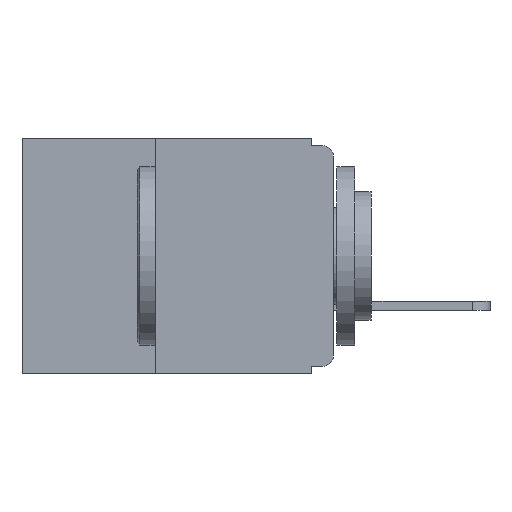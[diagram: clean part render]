
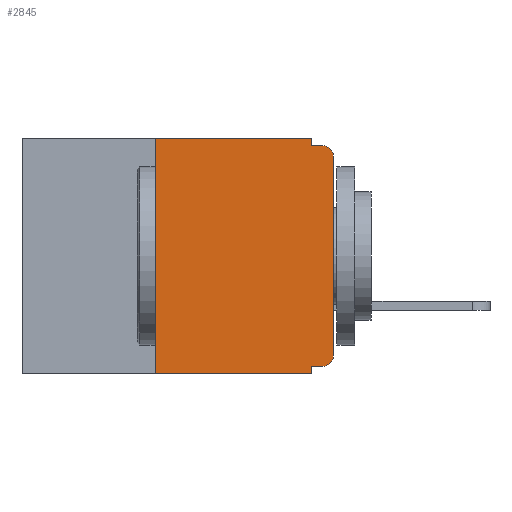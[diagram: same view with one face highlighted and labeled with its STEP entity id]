
A CAD part, left-side view. The second image highlights one B-rep face of the part: STEP entity #2845.
In plain terms, the highlighted planar face has unit normal (-1, 0, 0).
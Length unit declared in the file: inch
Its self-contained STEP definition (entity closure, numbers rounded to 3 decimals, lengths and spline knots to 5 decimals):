
#367 = EDGE_CURVE ( 'NONE', #512, #12772, #5531, .T. ) ;
#512 = VERTEX_POINT ( 'NONE', #1910 ) ;
#733 = VECTOR ( 'NONE', #2974, 39.37008 ) ;
#746 = VERTEX_POINT ( 'NONE', #10516 ) ;
#814 = DIRECTION ( 'NONE',  ( 0., 0., -1. ) ) ;
#1192 = EDGE_CURVE ( 'NONE', #8771, #12772, #4420, .T. ) ;
#1286 = ORIENTED_EDGE ( 'NONE', *, *, #6213, .F. ) ;
#1571 = LINE ( 'NONE', #4332, #4812 ) ;
#1594 = LINE ( 'NONE', #11294, #12378 ) ;
#1595 = DIRECTION ( 'NONE',  ( 0., -1., 0. ) ) ;
#1596 = ORIENTED_EDGE ( 'NONE', *, *, #5971, .F. ) ;
#1910 = CARTESIAN_POINT ( 'NONE',  ( 0., 0.25, -0.33 ) ) ;
#2029 = CARTESIAN_POINT ( 'NONE',  ( 0., 0.25, -0.33 ) ) ;
#2254 = ORIENTED_EDGE ( 'NONE', *, *, #9011, .F. ) ;
#2277 = CARTESIAN_POINT ( 'NONE',  ( 0., 0.25, 0. ) ) ;
#2427 = CARTESIAN_POINT ( 'NONE',  ( 0., 0.031, 0. ) ) ;
#2468 = VERTEX_POINT ( 'NONE', #2427 ) ;
#2544 = AXIS2_PLACEMENT_3D ( 'NONE', #5721, #7714, #814 ) ;
#2734 = VERTEX_POINT ( 'NONE', #6809 ) ;
#2758 = CARTESIAN_POINT ( 'NONE',  ( 0., 0.031, -0.33 ) ) ;
#2845 = ADVANCED_FACE ( 'NONE', ( #5304 ), #3764, .F. ) ;
#2850 = ORIENTED_EDGE ( 'NONE', *, *, #2959, .F. ) ;
#2940 = CARTESIAN_POINT ( 'NONE',  ( 0., 0.437, 0. ) ) ;
#2959 = EDGE_CURVE ( 'NONE', #11387, #9829, #11614, .T. ) ;
#2974 = DIRECTION ( 'NONE',  ( 0., 0., 1. ) ) ;
#3261 = CARTESIAN_POINT ( 'NONE',  ( 0., 0.015, -0.01 ) ) ;
#3288 = DIRECTION ( 'NONE',  ( -1., 0., 0. ) ) ;
#3764 = PLANE ( 'NONE',  #5493 ) ;
#4143 = CARTESIAN_POINT ( 'NONE',  ( 0., 0.031, -0.33 ) ) ;
#4213 = EDGE_CURVE ( 'NONE', #9244, #746, #1571, .T. ) ;
#4230 = DIRECTION ( 'NONE',  ( 0., 0., -1. ) ) ;
#4293 = VECTOR ( 'NONE', #1595, 39.37008 ) ;
#4314 = DIRECTION ( 'NONE',  ( 0., 0., -1. ) ) ;
#4332 = CARTESIAN_POINT ( 'NONE',  ( 0., 0., 0. ) ) ;
#4420 = LINE ( 'NONE', #4143, #8992 ) ;
#4780 = AXIS2_PLACEMENT_3D ( 'NONE', #8318, #3288, #4230 ) ;
#4812 = VECTOR ( 'NONE', #11272, 39.37008 ) ;
#5241 = EDGE_CURVE ( 'NONE', #746, #9829, #6609, .T. ) ;
#5304 = FACE_OUTER_BOUND ( 'NONE', #5801, .T. ) ;
#5493 = AXIS2_PLACEMENT_3D ( 'NONE', #2940, #12899, #8903 ) ;
#5531 = LINE ( 'NONE', #7460, #4293 ) ;
#5721 = CARTESIAN_POINT ( 'NONE',  ( 0., 0.015, -0.305 ) ) ;
#5801 = EDGE_LOOP ( 'NONE', ( #6233, #8923, #2850, #7418, #1286, #2254, #12206, #9745, #1596, #8173 ) ) ;
#5971 = EDGE_CURVE ( 'NONE', #2734, #8771, #8812, .T. ) ;
#6176 = EDGE_CURVE ( 'NONE', #2734, #9244, #7359, .T. ) ;
#6213 = EDGE_CURVE ( 'NONE', #7022, #2468, #10837, .T. ) ;
#6233 = ORIENTED_EDGE ( 'NONE', *, *, #4213, .T. ) ;
#6609 = CIRCLE ( 'NONE', #4780, 0.015 ) ;
#6653 = DIRECTION ( 'NONE',  ( 0., 1., 0. ) ) ;
#6809 = CARTESIAN_POINT ( 'NONE',  ( 0., 0.015, -0.32 ) ) ;
#7022 = VERTEX_POINT ( 'NONE', #2277 ) ;
#7070 = EDGE_CURVE ( 'NONE', #2468, #11387, #1594, .T. ) ;
#7359 = CIRCLE ( 'NONE', #2544, 0.015 ) ;
#7391 = CARTESIAN_POINT ( 'NONE',  ( 0., 0.031, -0.01 ) ) ;
#7418 = ORIENTED_EDGE ( 'NONE', *, *, #7070, .F. ) ;
#7460 = CARTESIAN_POINT ( 'NONE',  ( 0., 0.437, -0.33 ) ) ;
#7714 = DIRECTION ( 'NONE',  ( -1., 0., 0. ) ) ;
#8077 = CARTESIAN_POINT ( 'NONE',  ( 0., 0.437, 0. ) ) ;
#8096 = DIRECTION ( 'NONE',  ( 0., 0., -1. ) ) ;
#8164 = VECTOR ( 'NONE', #8997, 39.37008 ) ;
#8173 = ORIENTED_EDGE ( 'NONE', *, *, #6176, .T. ) ;
#8318 = CARTESIAN_POINT ( 'NONE',  ( 0., 0.015, -0.025 ) ) ;
#8497 = VECTOR ( 'NONE', #6653, 39.37008 ) ;
#8771 = VERTEX_POINT ( 'NONE', #11664 ) ;
#8812 = LINE ( 'NONE', #11639, #8497 ) ;
#8903 = DIRECTION ( 'NONE',  ( 0., 0., -1. ) ) ;
#8923 = ORIENTED_EDGE ( 'NONE', *, *, #5241, .T. ) ;
#8992 = VECTOR ( 'NONE', #8096, 39.37008 ) ;
#8997 = DIRECTION ( 'NONE',  ( 0., -1., 0. ) ) ;
#9011 = EDGE_CURVE ( 'NONE', #512, #7022, #10447, .T. ) ;
#9244 = VERTEX_POINT ( 'NONE', #10115 ) ;
#9745 = ORIENTED_EDGE ( 'NONE', *, *, #1192, .F. ) ;
#9829 = VERTEX_POINT ( 'NONE', #3261 ) ;
#10115 = CARTESIAN_POINT ( 'NONE',  ( 0., 0., -0.305 ) ) ;
#10447 = LINE ( 'NONE', #2029, #733 ) ;
#10516 = CARTESIAN_POINT ( 'NONE',  ( 0., 0., -0.025 ) ) ;
#10837 = LINE ( 'NONE', #8077, #8164 ) ;
#10999 = DIRECTION ( 'NONE',  ( 0., -1., 0. ) ) ;
#11272 = DIRECTION ( 'NONE',  ( 0., 0., 1. ) ) ;
#11294 = CARTESIAN_POINT ( 'NONE',  ( 0., 0.031, 0. ) ) ;
#11387 = VERTEX_POINT ( 'NONE', #7391 ) ;
#11614 = LINE ( 'NONE', #12852, #12380 ) ;
#11639 = CARTESIAN_POINT ( 'NONE',  ( 0., 0., -0.32 ) ) ;
#11664 = CARTESIAN_POINT ( 'NONE',  ( 0., 0.031, -0.32 ) ) ;
#12206 = ORIENTED_EDGE ( 'NONE', *, *, #367, .T. ) ;
#12378 = VECTOR ( 'NONE', #4314, 39.37008 ) ;
#12380 = VECTOR ( 'NONE', #10999, 39.37008 ) ;
#12772 = VERTEX_POINT ( 'NONE', #2758 ) ;
#12852 = CARTESIAN_POINT ( 'NONE',  ( 0., 0., -0.01 ) ) ;
#12899 = DIRECTION ( 'NONE',  ( 1., 0., 0. ) ) ;
